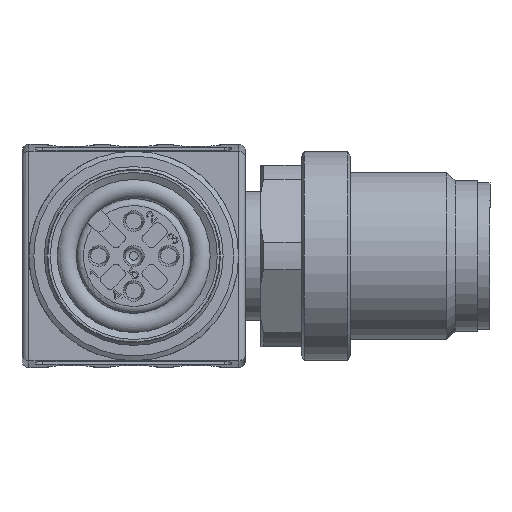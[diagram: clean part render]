
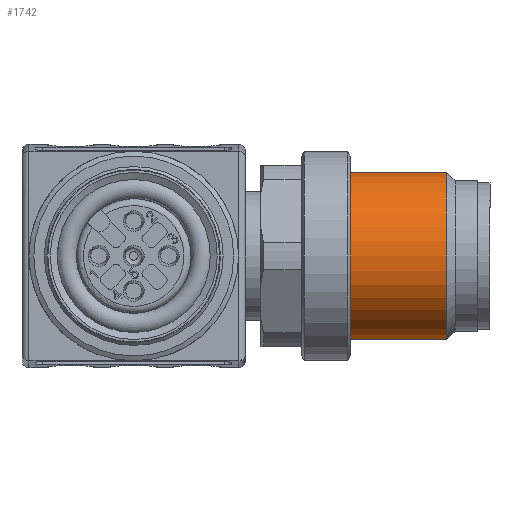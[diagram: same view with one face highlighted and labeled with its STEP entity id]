
A CAD part, left-side view. The second image highlights one B-rep face of the part: STEP entity #1742.
In plain terms, the highlighted cylindrical face has radius 6 mm (diameter 12 mm), a full revolution.
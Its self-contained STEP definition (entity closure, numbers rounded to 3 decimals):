
#1161=CYLINDRICAL_SURFACE('',#10935,6.);
#1742=ADVANCED_FACE('',(#2583,#2584),#1161,.T.);
#2396=CIRCLE('',#10932,6.);
#2397=CIRCLE('',#10934,6.);
#2583=FACE_BOUND('',#3269,.T.);
#2584=FACE_BOUND('',#3270,.T.);
#3269=EDGE_LOOP('',(#7316));
#3270=EDGE_LOOP('',(#7317));
#7316=ORIENTED_EDGE('',*,*,#9726,.F.);
#7317=ORIENTED_EDGE('',*,*,#9727,.T.);
#8321=VERTEX_POINT('',#19346);
#8322=VERTEX_POINT('',#19349);
#9726=EDGE_CURVE('',#8321,#8321,#2396,.T.);
#9727=EDGE_CURVE('',#8322,#8322,#2397,.T.);
#10932=AXIS2_PLACEMENT_3D('',#19345,#13385,#13386);
#10934=AXIS2_PLACEMENT_3D('',#19348,#13389,#13390);
#10935=AXIS2_PLACEMENT_3D('',#19350,#13391,#13392);
#13385=DIRECTION('',(0.,-1.,0.));
#13386=DIRECTION('',(0.5,0.,-0.866));
#13389=DIRECTION('',(0.,-1.,0.));
#13390=DIRECTION('',(0.866,0.,-0.5));
#13391=DIRECTION('',(0.,-1.,0.));
#13392=DIRECTION('',(-0.5,0.,0.866));
#19345=CARTESIAN_POINT('',(177.101,-22.4,0.));
#19346=CARTESIAN_POINT('',(180.101,-22.4,-5.196));
#19348=CARTESIAN_POINT('',(177.101,-15.5,0.));
#19349=CARTESIAN_POINT('',(182.297,-15.5,-3.));
#19350=CARTESIAN_POINT('',(177.101,-24.5,0.));
